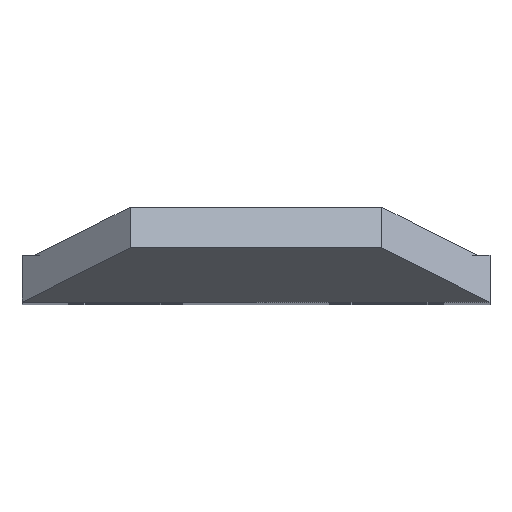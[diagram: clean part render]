
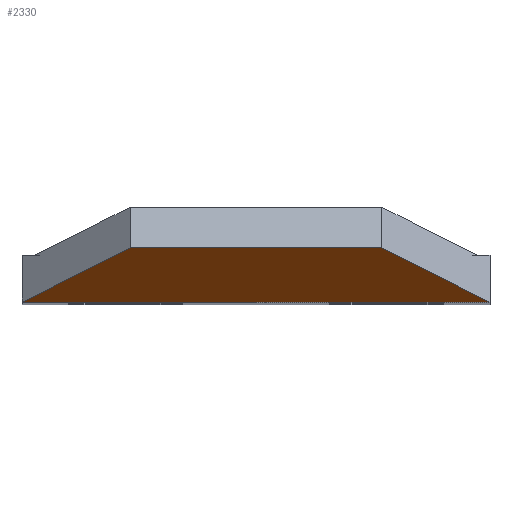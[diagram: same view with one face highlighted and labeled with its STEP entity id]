
A CAD part, top view. The second image highlights one B-rep face of the part: STEP entity #2330.
In plain terms, the highlighted planar face has unit normal (0, -0.866, 0.5).
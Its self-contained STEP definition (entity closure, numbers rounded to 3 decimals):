
#156=FACE_OUTER_BOUND('',#298,.T.);
#298=EDGE_LOOP('',(#2107,#2108,#2109,#2110));
#610=LINE('',#3628,#930);
#611=LINE('',#3631,#931);
#616=LINE('',#3640,#936);
#617=LINE('',#3642,#937);
#930=VECTOR('',#2984,10.);
#931=VECTOR('',#2987,10.);
#936=VECTOR('',#2994,10.);
#937=VECTOR('',#2997,10.);
#942=VERTEX_POINT('',#3010);
#1146=VERTEX_POINT('',#3624);
#1147=VERTEX_POINT('',#3630);
#1150=VERTEX_POINT('',#3638);
#1462=EDGE_CURVE('',#942,#1146,#610,.T.);
#1463=EDGE_CURVE('',#1146,#1147,#611,.T.);
#1468=EDGE_CURVE('',#1150,#942,#616,.T.);
#1469=EDGE_CURVE('',#1147,#1150,#617,.T.);
#2107=ORIENTED_EDGE('',*,*,#1463,.F.);
#2108=ORIENTED_EDGE('',*,*,#1462,.F.);
#2109=ORIENTED_EDGE('',*,*,#1468,.F.);
#2110=ORIENTED_EDGE('',*,*,#1469,.F.);
#2220=PLANE('',#2460);
#2330=ADVANCED_FACE('',(#156),#2220,.F.);
#2460=AXIS2_PLACEMENT_3D('',#3645,#3001,#3002);
#2984=DIRECTION('',(-1.,0.,0.));
#2987=DIRECTION('',(0.707,0.354,0.612));
#2994=DIRECTION('',(0.707,-0.354,-0.612));
#2997=DIRECTION('',(1.,0.,0.));
#3001=DIRECTION('center_axis',(0.,0.866,-0.5));
#3002=DIRECTION('ref_axis',(-1.,0.,0.));
#3010=CARTESIAN_POINT('',(10.,2.309,35.505));
#3624=CARTESIAN_POINT('',(-10.,2.309,35.505));
#3628=CARTESIAN_POINT('',(10.,2.309,35.505));
#3630=CARTESIAN_POINT('',(-5.381,4.619,39.505));
#3631=CARTESIAN_POINT('',(-10.,2.309,35.505));
#3638=CARTESIAN_POINT('',(5.381,4.619,39.505));
#3640=CARTESIAN_POINT('',(5.381,4.619,39.505));
#3642=CARTESIAN_POINT('',(-10.,4.619,39.505));
#3645=CARTESIAN_POINT('Origin',(0.,3.464,37.505));
